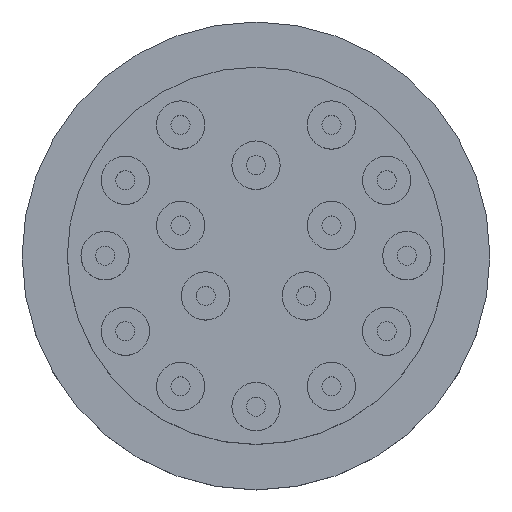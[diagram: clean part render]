
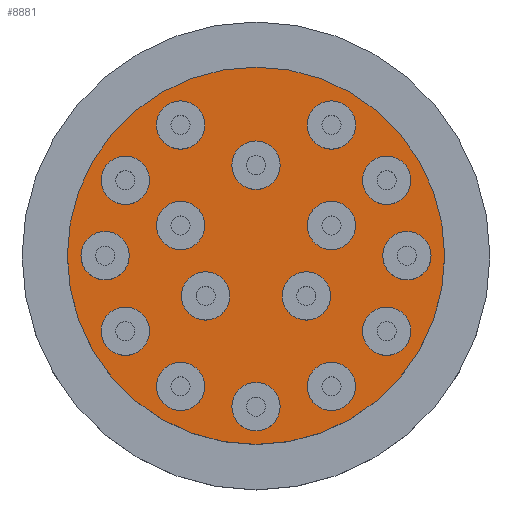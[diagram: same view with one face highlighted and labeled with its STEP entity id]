
A CAD part, top view. The second image highlights one B-rep face of the part: STEP entity #8881.
In plain terms, the highlighted planar face has unit normal (0, 0, 1).
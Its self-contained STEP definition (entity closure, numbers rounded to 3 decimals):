
#99=CIRCLE($,#9183,2.4);
#103=CIRCLE($,#9190,2.4);
#107=CIRCLE($,#9197,2.4);
#111=CIRCLE($,#9204,2.4);
#115=CIRCLE($,#9211,2.4);
#119=CIRCLE($,#9218,2.4);
#123=CIRCLE($,#9225,2.4);
#127=CIRCLE($,#9232,2.4);
#131=CIRCLE($,#9239,2.4);
#135=CIRCLE($,#9246,2.4);
#139=CIRCLE($,#9253,2.4);
#143=CIRCLE($,#9260,2.4);
#147=CIRCLE($,#9267,2.4);
#151=CIRCLE($,#9274,2.4);
#155=CIRCLE($,#9281,2.4);
#159=CIRCLE($,#9288,2.4);
#160=CIRCLE($,#9291,18.75);
#300=FACE_BOUND($,#1627,.T.);
#301=FACE_BOUND($,#1628,.T.);
#302=FACE_BOUND($,#1629,.T.);
#303=FACE_BOUND($,#1630,.T.);
#304=FACE_BOUND($,#1631,.T.);
#305=FACE_BOUND($,#1632,.T.);
#306=FACE_BOUND($,#1633,.T.);
#307=FACE_BOUND($,#1634,.T.);
#308=FACE_BOUND($,#1635,.T.);
#309=FACE_BOUND($,#1636,.T.);
#310=FACE_BOUND($,#1637,.T.);
#311=FACE_BOUND($,#1638,.T.);
#312=FACE_BOUND($,#1639,.T.);
#313=FACE_BOUND($,#1640,.T.);
#314=FACE_BOUND($,#1641,.T.);
#315=FACE_BOUND($,#1642,.T.);
#316=FACE_BOUND($,#1643,.T.);
#561=PLANE($,#9290);
#1627=EDGE_LOOP($,(#7753));
#1628=EDGE_LOOP($,(#7754));
#1629=EDGE_LOOP($,(#7755));
#1630=EDGE_LOOP($,(#7756));
#1631=EDGE_LOOP($,(#7757));
#1632=EDGE_LOOP($,(#7758));
#1633=EDGE_LOOP($,(#7759));
#1634=EDGE_LOOP($,(#7760));
#1635=EDGE_LOOP($,(#7761));
#1636=EDGE_LOOP($,(#7762));
#1637=EDGE_LOOP($,(#7763));
#1638=EDGE_LOOP($,(#7764));
#1639=EDGE_LOOP($,(#7765));
#1640=EDGE_LOOP($,(#7766));
#1641=EDGE_LOOP($,(#7767));
#1642=EDGE_LOOP($,(#7768));
#1643=EDGE_LOOP($,(#7769));
#4205=VERTEX_POINT($,#15515);
#4209=VERTEX_POINT($,#15526);
#4213=VERTEX_POINT($,#15537);
#4217=VERTEX_POINT($,#15548);
#4221=VERTEX_POINT($,#15559);
#4225=VERTEX_POINT($,#15570);
#4229=VERTEX_POINT($,#15581);
#4233=VERTEX_POINT($,#15592);
#4237=VERTEX_POINT($,#15603);
#4241=VERTEX_POINT($,#15614);
#4245=VERTEX_POINT($,#15625);
#4249=VERTEX_POINT($,#15636);
#4253=VERTEX_POINT($,#15647);
#4257=VERTEX_POINT($,#15658);
#4261=VERTEX_POINT($,#15669);
#4265=VERTEX_POINT($,#15680);
#4266=VERTEX_POINT($,#15684);
#5381=EDGE_CURVE($,#4205,#4205,#99,.T.);
#5385=EDGE_CURVE($,#4209,#4209,#103,.T.);
#5389=EDGE_CURVE($,#4213,#4213,#107,.T.);
#5393=EDGE_CURVE($,#4217,#4217,#111,.T.);
#5397=EDGE_CURVE($,#4221,#4221,#115,.T.);
#5401=EDGE_CURVE($,#4225,#4225,#119,.T.);
#5405=EDGE_CURVE($,#4229,#4229,#123,.T.);
#5409=EDGE_CURVE($,#4233,#4233,#127,.T.);
#5413=EDGE_CURVE($,#4237,#4237,#131,.T.);
#5417=EDGE_CURVE($,#4241,#4241,#135,.T.);
#5421=EDGE_CURVE($,#4245,#4245,#139,.T.);
#5425=EDGE_CURVE($,#4249,#4249,#143,.T.);
#5429=EDGE_CURVE($,#4253,#4253,#147,.T.);
#5433=EDGE_CURVE($,#4257,#4257,#151,.T.);
#5437=EDGE_CURVE($,#4261,#4261,#155,.T.);
#5441=EDGE_CURVE($,#4265,#4265,#159,.T.);
#5442=EDGE_CURVE($,#4266,#4266,#160,.T.);
#7753=ORIENTED_EDGE($,*,*,#5381,.T.);
#7754=ORIENTED_EDGE($,*,*,#5385,.T.);
#7755=ORIENTED_EDGE($,*,*,#5389,.T.);
#7756=ORIENTED_EDGE($,*,*,#5393,.T.);
#7757=ORIENTED_EDGE($,*,*,#5397,.T.);
#7758=ORIENTED_EDGE($,*,*,#5401,.T.);
#7759=ORIENTED_EDGE($,*,*,#5405,.T.);
#7760=ORIENTED_EDGE($,*,*,#5409,.T.);
#7761=ORIENTED_EDGE($,*,*,#5413,.T.);
#7762=ORIENTED_EDGE($,*,*,#5417,.T.);
#7763=ORIENTED_EDGE($,*,*,#5421,.T.);
#7764=ORIENTED_EDGE($,*,*,#5425,.T.);
#7765=ORIENTED_EDGE($,*,*,#5429,.T.);
#7766=ORIENTED_EDGE($,*,*,#5433,.T.);
#7767=ORIENTED_EDGE($,*,*,#5437,.T.);
#7768=ORIENTED_EDGE($,*,*,#5441,.T.);
#7769=ORIENTED_EDGE($,*,*,#5442,.F.);
#8881=ADVANCED_FACE($,(#300,#301,#302,#303,#304,#305,#306,#307,#308,#309,
#310,#311,#312,#313,#314,#315,#316),#561,.F.);
#9183=AXIS2_PLACEMENT_3D($,#15516,#10580,#10581);
#9190=AXIS2_PLACEMENT_3D($,#15527,#10594,#10595);
#9197=AXIS2_PLACEMENT_3D($,#15538,#10608,#10609);
#9204=AXIS2_PLACEMENT_3D($,#15549,#10622,#10623);
#9211=AXIS2_PLACEMENT_3D($,#15560,#10636,#10637);
#9218=AXIS2_PLACEMENT_3D($,#15571,#10650,#10651);
#9225=AXIS2_PLACEMENT_3D($,#15582,#10664,#10665);
#9232=AXIS2_PLACEMENT_3D($,#15593,#10678,#10679);
#9239=AXIS2_PLACEMENT_3D($,#15604,#10692,#10693);
#9246=AXIS2_PLACEMENT_3D($,#15615,#10706,#10707);
#9253=AXIS2_PLACEMENT_3D($,#15626,#10720,#10721);
#9260=AXIS2_PLACEMENT_3D($,#15637,#10734,#10735);
#9267=AXIS2_PLACEMENT_3D($,#15648,#10748,#10749);
#9274=AXIS2_PLACEMENT_3D($,#15659,#10762,#10763);
#9281=AXIS2_PLACEMENT_3D($,#15670,#10776,#10777);
#9288=AXIS2_PLACEMENT_3D($,#15681,#10790,#10791);
#9290=AXIS2_PLACEMENT_3D($,#15683,#10794,#10795);
#9291=AXIS2_PLACEMENT_3D($,#15685,#10796,#10797);
#10580=DIRECTION('center_axis',(0.,0.,-1.));
#10581=DIRECTION('ref_axis',(-1.,0.,0.));
#10594=DIRECTION('center_axis',(0.,0.,-1.));
#10595=DIRECTION('ref_axis',(-1.,0.,0.));
#10608=DIRECTION('center_axis',(0.,0.,-1.));
#10609=DIRECTION('ref_axis',(-1.,0.,0.));
#10622=DIRECTION('center_axis',(0.,0.,-1.));
#10623=DIRECTION('ref_axis',(-1.,0.,0.));
#10636=DIRECTION('center_axis',(0.,0.,-1.));
#10637=DIRECTION('ref_axis',(-1.,0.,0.));
#10650=DIRECTION('center_axis',(0.,0.,-1.));
#10651=DIRECTION('ref_axis',(-1.,0.,0.));
#10664=DIRECTION('center_axis',(0.,0.,-1.));
#10665=DIRECTION('ref_axis',(-1.,0.,0.));
#10678=DIRECTION('center_axis',(0.,0.,-1.));
#10679=DIRECTION('ref_axis',(-1.,0.,0.));
#10692=DIRECTION('center_axis',(0.,0.,-1.));
#10693=DIRECTION('ref_axis',(-1.,0.,0.));
#10706=DIRECTION('center_axis',(0.,0.,-1.));
#10707=DIRECTION('ref_axis',(-1.,0.,0.));
#10720=DIRECTION('center_axis',(0.,0.,-1.));
#10721=DIRECTION('ref_axis',(-1.,0.,0.));
#10734=DIRECTION('center_axis',(0.,0.,-1.));
#10735=DIRECTION('ref_axis',(-1.,0.,0.));
#10748=DIRECTION('center_axis',(0.,0.,-1.));
#10749=DIRECTION('ref_axis',(-1.,0.,0.));
#10762=DIRECTION('center_axis',(0.,0.,-1.));
#10763=DIRECTION('ref_axis',(-1.,0.,0.));
#10776=DIRECTION('center_axis',(0.,0.,-1.));
#10777=DIRECTION('ref_axis',(-1.,0.,0.));
#10790=DIRECTION('center_axis',(0.,0.,-1.));
#10791=DIRECTION('ref_axis',(-1.,0.,0.));
#10794=DIRECTION('center_axis',(0.,0.,-1.));
#10795=DIRECTION('ref_axis',(-1.,0.,0.));
#10796=DIRECTION('center_axis',(0.,0.,-1.));
#10797=DIRECTION('ref_axis',(-1.,0.,0.));
#15515=CARTESIAN_POINT('',(9.9,3.,28.3));
#15516=CARTESIAN_POINT('Origin',(7.5,3.,28.3));
#15526=CARTESIAN_POINT('',(7.4,-4.,28.3));
#15527=CARTESIAN_POINT('Origin',(5.,-4.,28.3));
#15537=CARTESIAN_POINT('',(-2.6,-4.,28.3));
#15538=CARTESIAN_POINT('Origin',(-5.,-4.,28.3));
#15548=CARTESIAN_POINT('',(-5.1,3.,28.3));
#15549=CARTESIAN_POINT('Origin',(-7.5,3.,28.3));
#15559=CARTESIAN_POINT('',(9.9,12.99,28.3));
#15560=CARTESIAN_POINT('Origin',(7.5,12.99,28.3));
#15570=CARTESIAN_POINT('',(15.39,7.5,28.3));
#15571=CARTESIAN_POINT('Origin',(12.99,7.5,28.3));
#15581=CARTESIAN_POINT('',(17.4,0.,28.3));
#15582=CARTESIAN_POINT('Origin',(15.,0.,28.3));
#15592=CARTESIAN_POINT('',(15.39,-7.5,28.3));
#15593=CARTESIAN_POINT('Origin',(12.99,-7.5,28.3));
#15603=CARTESIAN_POINT('',(9.9,-12.99,28.3));
#15604=CARTESIAN_POINT('Origin',(7.5,-12.99,28.3));
#15614=CARTESIAN_POINT('',(2.4,-15.,28.3));
#15615=CARTESIAN_POINT('Origin',(0.,-15.,28.3));
#15625=CARTESIAN_POINT('',(-5.1,-12.99,28.3));
#15626=CARTESIAN_POINT('Origin',(-7.5,-12.99,28.3));
#15636=CARTESIAN_POINT('',(-10.59,-7.5,28.3));
#15637=CARTESIAN_POINT('Origin',(-12.99,-7.5,28.3));
#15647=CARTESIAN_POINT('',(-12.6,0.,28.3));
#15648=CARTESIAN_POINT('Origin',(-15.,0.,28.3));
#15658=CARTESIAN_POINT('',(-10.59,7.5,28.3));
#15659=CARTESIAN_POINT('Origin',(-12.99,7.5,28.3));
#15669=CARTESIAN_POINT('',(-5.1,12.99,28.3));
#15670=CARTESIAN_POINT('Origin',(-7.5,12.99,28.3));
#15680=CARTESIAN_POINT('',(2.4,9.,28.3));
#15681=CARTESIAN_POINT('Origin',(0.,9.,28.3));
#15683=CARTESIAN_POINT('Origin',(0.,0.,28.3));
#15684=CARTESIAN_POINT('',(18.75,0.,28.3));
#15685=CARTESIAN_POINT('Origin',(0.,0.,28.3));
